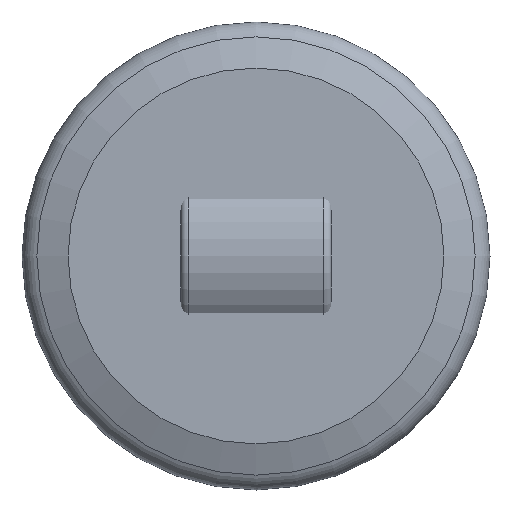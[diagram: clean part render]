
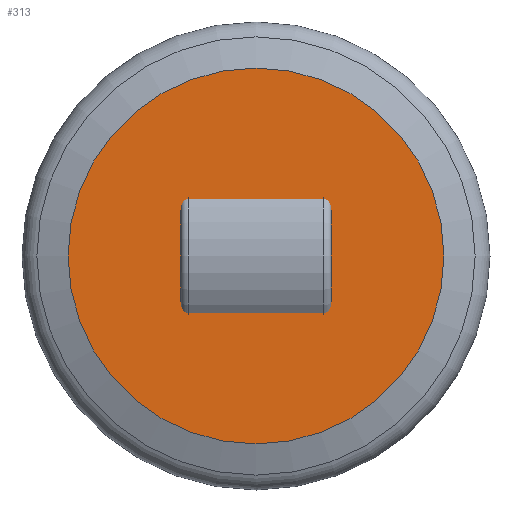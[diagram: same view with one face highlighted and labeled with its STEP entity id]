
A CAD part, left-side view. The second image highlights one B-rep face of the part: STEP entity #313.
In plain terms, the highlighted planar face has unit normal (-1, 0, 0).
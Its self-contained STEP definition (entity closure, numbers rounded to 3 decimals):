
#55=FACE_OUTER_BOUND('',#73,.T.);
#73=EDGE_LOOP('',(#214,#215));
#94=CIRCLE('',#359,24.9);
#95=CIRCLE('',#360,24.9);
#133=VERTEX_POINT('',#552);
#134=VERTEX_POINT('',#553);
#168=EDGE_CURVE('',#133,#134,#94,.T.);
#169=EDGE_CURVE('',#134,#133,#95,.T.);
#214=ORIENTED_EDGE('',*,*,#168,.F.);
#215=ORIENTED_EDGE('',*,*,#169,.F.);
#306=PLANE('',#358);
#313=ADVANCED_FACE('',(#55),#306,.T.);
#358=AXIS2_PLACEMENT_3D('',#551,#422,#423);
#359=AXIS2_PLACEMENT_3D('',#554,#424,#425);
#360=AXIS2_PLACEMENT_3D('',#555,#426,#427);
#422=DIRECTION('center_axis',(-1.,0.,0.));
#423=DIRECTION('ref_axis',(0.,0.,1.));
#424=DIRECTION('center_axis',(1.,0.,0.));
#425=DIRECTION('ref_axis',(0.,0.,-1.));
#426=DIRECTION('center_axis',(1.,0.,0.));
#427=DIRECTION('ref_axis',(0.,0.,-1.));
#551=CARTESIAN_POINT('Origin',(65.,4.9,0.));
#552=CARTESIAN_POINT('',(65.,4.9,0.));
#553=CARTESIAN_POINT('',(65.,-44.9,0.));
#554=CARTESIAN_POINT('Origin',(65.,-20.,0.));
#555=CARTESIAN_POINT('Origin',(65.,-20.,0.));
